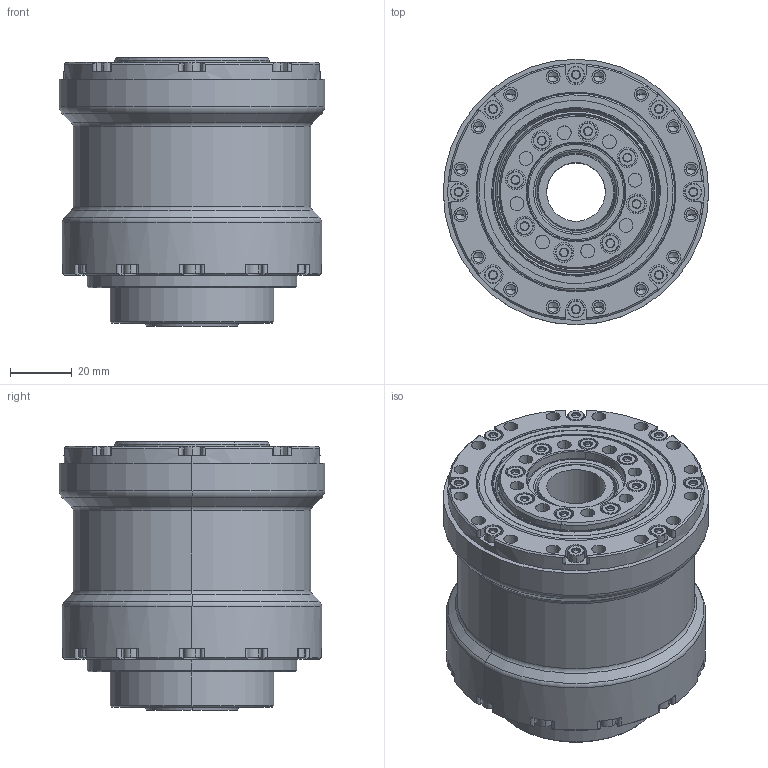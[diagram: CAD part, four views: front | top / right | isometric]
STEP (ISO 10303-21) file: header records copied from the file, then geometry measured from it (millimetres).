
FILE_DESCRIPTION (( 'STEP AP214' ), '1' );
FILE_NAME ('ML2000-86 BLANK.STEP', '2023-10-13T19:52:55', ( '' ), ( '' ), 'SwSTEP 2.0', 'SolidWorks 2022', '' );
FILE_SCHEMA (( 'AUTOMOTIVE_DESIGN' ));
Length unit declared in the file: millimetre
Products named in the file (1): ML2000-86 BLANK
Bounding box: 86 x 86 x 87.1 mm (x, y, z)
Volume: 358930.5 mm3; surface area: 76457 mm2
Topology: 12 solids, 38 shells, 1445 faces, 3236 edges, 1914 vertices
Faces by surface type: cylinder 520, cone 466, plane 411, torus 48
Entity records: 45450 total; most frequent: CARTESIAN_POINT 8111, DIRECTION 7484, ORIENTED_EDGE 6328, EDGE_CURVE 3164, AXIS2_PLACEMENT_3D 3093, VERTEX_POINT 1914, EDGE_LOOP 1680, CIRCLE 1647
